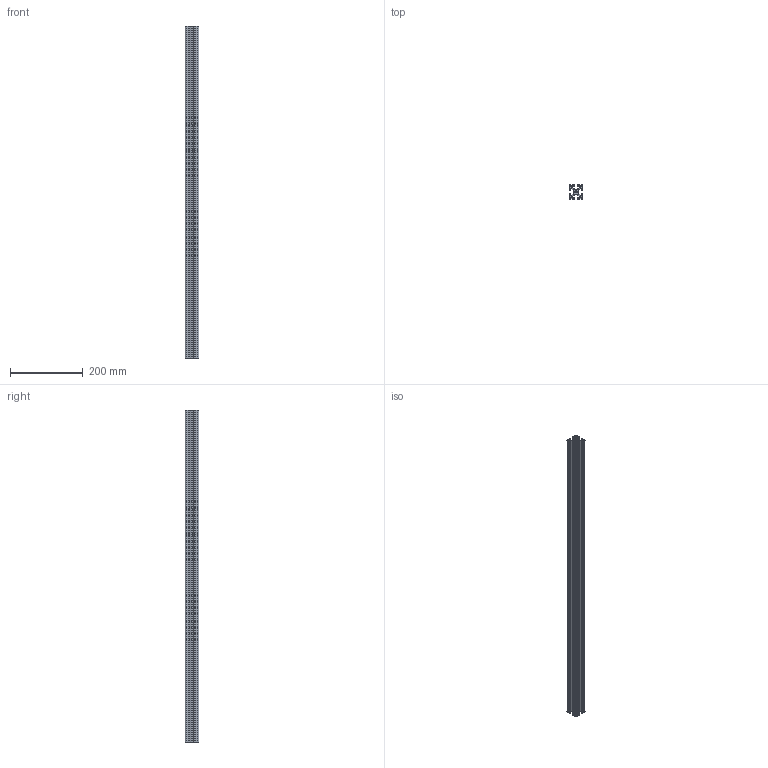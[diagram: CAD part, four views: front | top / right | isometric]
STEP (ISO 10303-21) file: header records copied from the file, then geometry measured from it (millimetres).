
FILE_DESCRIPTION((''),'2;1');
FILE_NAME('8020-1515-LITEX3600_STP','2024-09-18T18:19:27',('tamc241'),(''),'CREO PARAMETRIC BY PTC INC, 2023294','CREO PARAMETRIC BY PTC INC, 2023294','');
FILE_SCHEMA(('CONFIG_CONTROL_DESIGN'));
Length unit declared in the file: inch
Products named in the file (1): 8020-1515-LITEX3600_STP
Bounding box: 38.1 x 38.1 x 914.4 mm (x, y, z)
Volume: 529294.7 mm3; surface area: 393466.3 mm2
Topology: 1 solids, 1 shells, 176 faces, 522 edges, 348 vertices
Faces by surface type: plane 94, cylinder 82
Entity records: 5990 total; most frequent: CARTESIAN_POINT 1046, ORIENTED_EDGE 1044, DIRECTION 1038, EDGE_CURVE 522, VECTOR 358, LINE 358, VERTEX_POINT 348, AXIS2_PLACEMENT_3D 340
